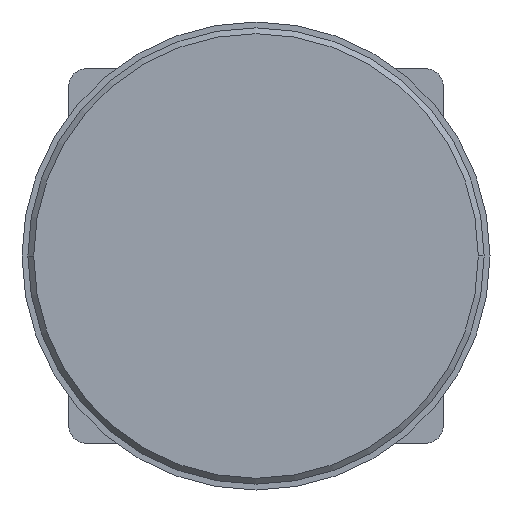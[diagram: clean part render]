
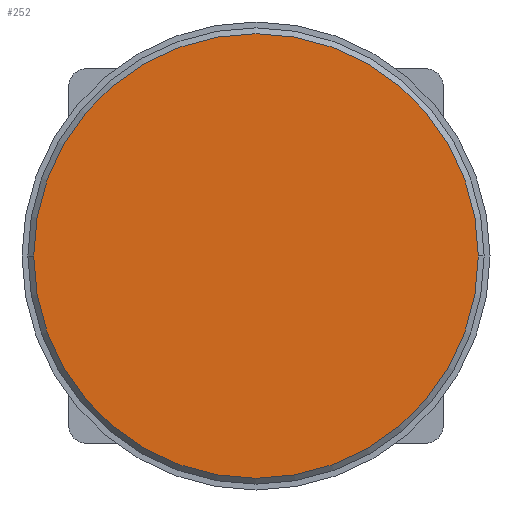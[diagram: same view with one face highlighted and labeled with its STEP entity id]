
A CAD part, front view. The second image highlights one B-rep face of the part: STEP entity #252.
In plain terms, the highlighted planar face has unit normal (0, -1, 0).
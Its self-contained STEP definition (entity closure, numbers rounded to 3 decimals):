
#30 = CARTESIAN_POINT ( 'NONE',  ( 0., 0., 0. ) ) ;
#50 = EDGE_LOOP ( 'NONE', ( #779, #114 ) ) ;
#100 = FACE_OUTER_BOUND ( 'NONE', #50, .T. ) ;
#114 = ORIENTED_EDGE ( 'NONE', *, *, #820, .T. ) ;
#199 = DIRECTION ( 'NONE',  ( 0., -1., 0. ) ) ;
#203 = DIRECTION ( 'NONE',  ( -1., 0., 0. ) ) ;
#228 = CIRCLE ( 'NONE', #277, 38. ) ;
#235 = AXIS2_PLACEMENT_3D ( 'NONE', #30, #326, #612 ) ;
#252 = ADVANCED_FACE ( 'NONE', ( #100 ), #688, .F. ) ;
#270 = DIRECTION ( 'NONE',  ( 0., -1., 0. ) ) ;
#277 = AXIS2_PLACEMENT_3D ( 'NONE', #855, #199, #203 ) ;
#326 = DIRECTION ( 'NONE',  ( 0., 1., 0. ) ) ;
#453 = AXIS2_PLACEMENT_3D ( 'NONE', #620, #270, #484 ) ;
#484 = DIRECTION ( 'NONE',  ( -1., 0., 0. ) ) ;
#497 = VERTEX_POINT ( 'NONE', #593 ) ;
#576 = EDGE_CURVE ( 'NONE', #680, #497, #788, .T. ) ;
#593 = CARTESIAN_POINT ( 'NONE',  ( 38., 0., 0. ) ) ;
#612 = DIRECTION ( 'NONE',  ( -1., 0., 0. ) ) ;
#620 = CARTESIAN_POINT ( 'NONE',  ( 0., 0., 0. ) ) ;
#680 = VERTEX_POINT ( 'NONE', #713 ) ;
#688 = PLANE ( 'NONE',  #235 ) ;
#713 = CARTESIAN_POINT ( 'NONE',  ( -38., 0., 0. ) ) ;
#779 = ORIENTED_EDGE ( 'NONE', *, *, #576, .T. ) ;
#788 = CIRCLE ( 'NONE', #453, 38. ) ;
#820 = EDGE_CURVE ( 'NONE', #497, #680, #228, .T. ) ;
#855 = CARTESIAN_POINT ( 'NONE',  ( 0., 0., 0. ) ) ;
